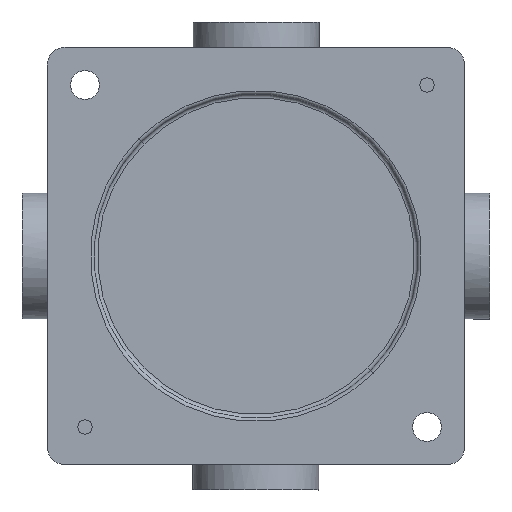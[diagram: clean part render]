
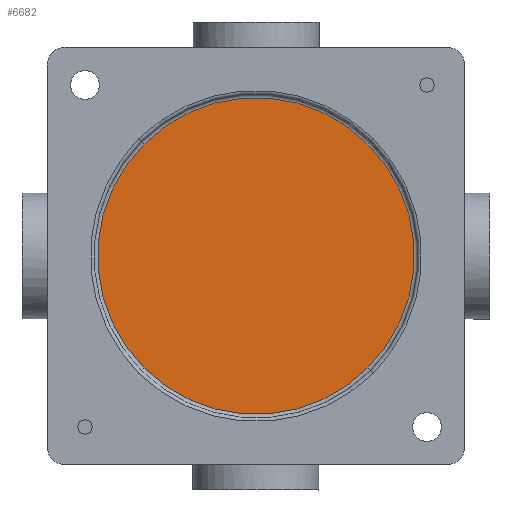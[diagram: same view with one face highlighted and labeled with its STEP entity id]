
A CAD part, front view. The second image highlights one B-rep face of the part: STEP entity #6682.
In plain terms, the highlighted planar face has unit normal (0, -1, 0).
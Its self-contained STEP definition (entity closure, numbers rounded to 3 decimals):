
#955 = ORIENTED_EDGE ( 'NONE', *, *, #22069, .T. ) ;
#2264 = CIRCLE ( 'NONE', #13484, 44. ) ;
#3916 = ORIENTED_EDGE ( 'NONE', *, *, #21796, .T. ) ;
#4028 = CARTESIAN_POINT ( 'NONE',  ( 0., -37.5, 0. ) ) ;
#4361 = DIRECTION ( 'NONE',  ( 0., 0., -1. ) ) ;
#4546 = CARTESIAN_POINT ( 'NONE',  ( 0., -37.5, 0. ) ) ;
#6682 = ADVANCED_FACE ( 'NONE', ( #20282 ), #8805, .T. ) ;
#6951 = DIRECTION ( 'NONE',  ( 0., -1., 0. ) ) ;
#7533 = AXIS2_PLACEMENT_3D ( 'NONE', #4028, #19922, #20324 ) ;
#7742 = CARTESIAN_POINT ( 'NONE',  ( 0., -37.5, 0. ) ) ;
#8805 = PLANE ( 'NONE',  #7533 ) ;
#11907 = DIRECTION ( 'NONE',  ( 0., -1., 0. ) ) ;
#11985 = AXIS2_PLACEMENT_3D ( 'NONE', #4546, #6951, #4361 ) ;
#13484 = AXIS2_PLACEMENT_3D ( 'NONE', #7742, #11907, #23548 ) ;
#17006 = EDGE_LOOP ( 'NONE', ( #955, #3916 ) ) ;
#17748 = VERTEX_POINT ( 'NONE', #23759 ) ;
#19280 = CARTESIAN_POINT ( 'NONE',  ( 0., -37.5, 44. ) ) ;
#19922 = DIRECTION ( 'NONE',  ( 0., -1., 0. ) ) ;
#20282 = FACE_OUTER_BOUND ( 'NONE', #17006, .T. ) ;
#20324 = DIRECTION ( 'NONE',  ( 0., 0., -1. ) ) ;
#21796 = EDGE_CURVE ( 'NONE', #26975, #17748, #2264, .T. ) ;
#22069 = EDGE_CURVE ( 'NONE', #17748, #26975, #26821, .T. ) ;
#23548 = DIRECTION ( 'NONE',  ( 0., 0., -1. ) ) ;
#23759 = CARTESIAN_POINT ( 'NONE',  ( 0., -37.5, -44. ) ) ;
#26821 = CIRCLE ( 'NONE', #11985, 44. ) ;
#26975 = VERTEX_POINT ( 'NONE', #19280 ) ;
